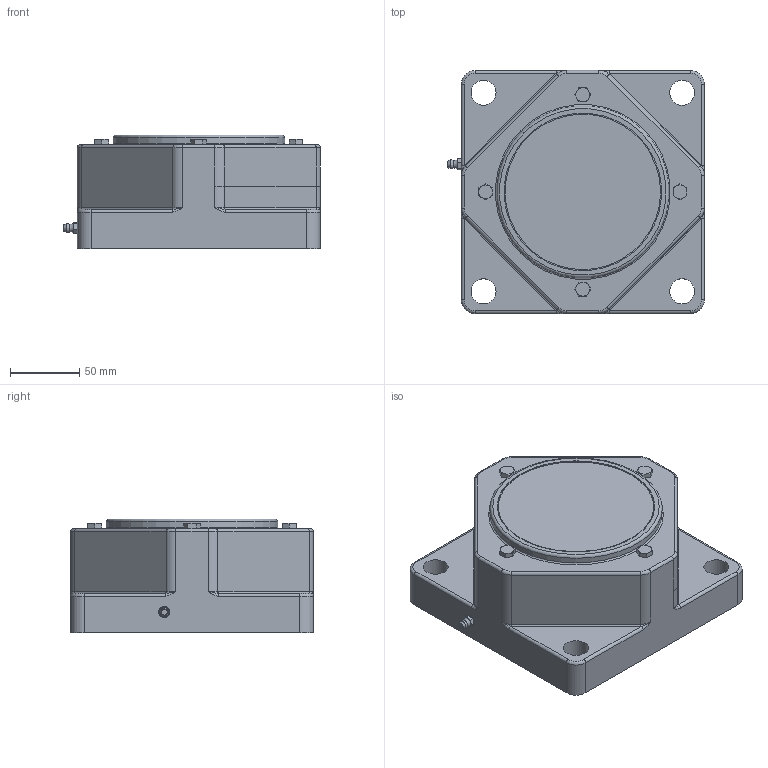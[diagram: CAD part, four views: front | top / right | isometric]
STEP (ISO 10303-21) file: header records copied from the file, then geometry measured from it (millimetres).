
FILE_DESCRIPTION(/* description */ (''),/* implementation_level */ '2;1');
FILE_NAME(/* name */ 'NG60F40.stp',/* time_stamp */ '2015-10-30T10:40:59+01:00',/* author */ ('fje'),/* organization */ (''),/* preprocessor_version */ 'ST-DEVELOPER v15.2',/* originating_system */ 'Autodesk Inventor 2014',/* authorisation */ '');
FILE_SCHEMA (('AUTOMOTIVE_DESIGN { 1 0 10303 214 3 1 1 }'));
Length unit declared in the file: millimetre
Products named in the file (1): Part65
Bounding box: 184.8 x 175 x 82 mm (x, y, z)
Volume: 1483775.7 mm3; surface area: 194265.3 mm2
Topology: 1 solids, 16 shells, 441 faces, 1074 edges, 665 vertices
Faces by surface type: plane 172, cylinder 137, cone 80, torus 42, bspline 9, sphere 1
Full cylindrical faces by diameter (mm): 3 x1, 4.917 x4, 5.459 x4, 6 x7, 6.5 x4, 6.647 x2, 8 x3, 8.7 x4, 9 x4, 18 x4, 60 x2, 69 x1, 70 x2, 72 x1, 74 x1, 75 x1, 75.5 x1, 83.5 x1, 97 x1, 98 x1, 108 x3, 112 x1, 113.5 x1, 124 x1
Entity records: 12935 total; most frequent: CARTESIAN_POINT 2932, DIRECTION 2055, ORIENTED_EDGE 1810, EDGE_CURVE 905, AXIS2_PLACEMENT_3D 854, VERTEX_POINT 613, EDGE_LOOP 594, STYLED_ITEM 440
